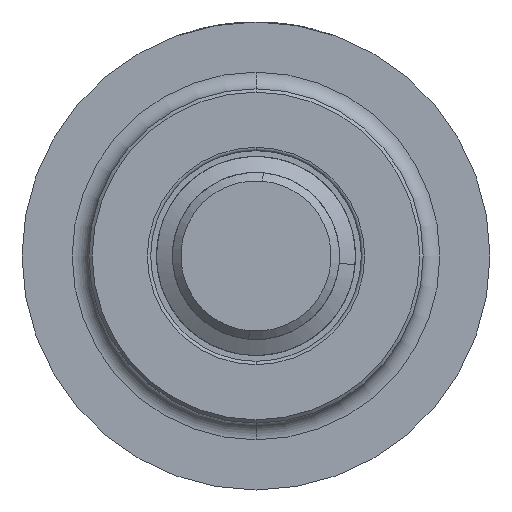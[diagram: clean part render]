
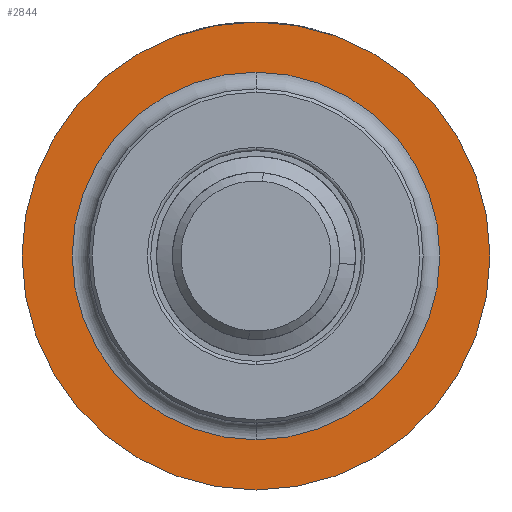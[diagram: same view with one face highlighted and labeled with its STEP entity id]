
A CAD part, front view. The second image highlights one B-rep face of the part: STEP entity #2844.
In plain terms, the highlighted planar face has unit normal (0, -1, 0).
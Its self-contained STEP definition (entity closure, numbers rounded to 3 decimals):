
#306 = DIRECTION ( 'NONE',  ( 0., -1., 0. ) ) ;
#823 = CARTESIAN_POINT ( 'NONE',  ( 0., 7.42, -11. ) ) ;
#835 = EDGE_CURVE ( 'NONE', #3903, #4061, #4775, .T. ) ;
#1185 = CIRCLE ( 'NONE', #6787, 11. ) ;
#1239 = EDGE_CURVE ( 'NONE', #3081, #2481, #6929, .T. ) ;
#1437 = FACE_OUTER_BOUND ( 'NONE', #4557, .T. ) ;
#1453 = DIRECTION ( 'NONE',  ( 0., -1., 0. ) ) ;
#1524 = AXIS2_PLACEMENT_3D ( 'NONE', #5171, #3324, #3981 ) ;
#1733 = CARTESIAN_POINT ( 'NONE',  ( 0., 7.42, 11. ) ) ;
#2225 = DIRECTION ( 'NONE',  ( 0., 0., -1. ) ) ;
#2481 = VERTEX_POINT ( 'NONE', #2501 ) ;
#2501 = CARTESIAN_POINT ( 'NONE',  ( 0., 7.42, 14. ) ) ;
#2844 = ADVANCED_FACE ( 'NONE', ( #1437, #8195 ), #8256, .T. ) ;
#2873 = CARTESIAN_POINT ( 'NONE',  ( 0., 7.42, 0. ) ) ;
#3081 = VERTEX_POINT ( 'NONE', #5437 ) ;
#3305 = DIRECTION ( 'NONE',  ( 0., 0., -1. ) ) ;
#3324 = DIRECTION ( 'NONE',  ( 0., -1., 0. ) ) ;
#3401 = ORIENTED_EDGE ( 'NONE', *, *, #1239, .T. ) ;
#3903 = VERTEX_POINT ( 'NONE', #823 ) ;
#3950 = AXIS2_PLACEMENT_3D ( 'NONE', #2873, #7354, #5460 ) ;
#3981 = DIRECTION ( 'NONE',  ( 0., 0., -1. ) ) ;
#4061 = VERTEX_POINT ( 'NONE', #1733 ) ;
#4066 = CARTESIAN_POINT ( 'NONE',  ( 11., 7.42, 0. ) ) ;
#4116 = ORIENTED_EDGE ( 'NONE', *, *, #5352, .F. ) ;
#4126 = CARTESIAN_POINT ( 'NONE',  ( 0., 7.42, 0. ) ) ;
#4557 = EDGE_LOOP ( 'NONE', ( #3401, #7829 ) ) ;
#4775 = CIRCLE ( 'NONE', #1524, 11. ) ;
#5139 = AXIS2_PLACEMENT_3D ( 'NONE', #4126, #306, #2225 ) ;
#5171 = CARTESIAN_POINT ( 'NONE',  ( 0., 7.42, 0. ) ) ;
#5265 = DIRECTION ( 'NONE',  ( 0., 0., -1. ) ) ;
#5302 = CARTESIAN_POINT ( 'NONE',  ( 0., 7.42, 0. ) ) ;
#5352 = EDGE_CURVE ( 'NONE', #4061, #3903, #1185, .T. ) ;
#5437 = CARTESIAN_POINT ( 'NONE',  ( 0., 7.42, -14. ) ) ;
#5460 = DIRECTION ( 'NONE',  ( 0., 0., -1. ) ) ;
#5590 = CIRCLE ( 'NONE', #5139, 14. ) ;
#6110 = EDGE_LOOP ( 'NONE', ( #8169, #4116 ) ) ;
#6179 = AXIS2_PLACEMENT_3D ( 'NONE', #4066, #7766, #5265 ) ;
#6787 = AXIS2_PLACEMENT_3D ( 'NONE', #5302, #1453, #3305 ) ;
#6857 = EDGE_CURVE ( 'NONE', #2481, #3081, #5590, .T. ) ;
#6929 = CIRCLE ( 'NONE', #3950, 14. ) ;
#7354 = DIRECTION ( 'NONE',  ( 0., -1., 0. ) ) ;
#7766 = DIRECTION ( 'NONE',  ( 0., -1., 0. ) ) ;
#7829 = ORIENTED_EDGE ( 'NONE', *, *, #6857, .T. ) ;
#8169 = ORIENTED_EDGE ( 'NONE', *, *, #835, .F. ) ;
#8195 = FACE_BOUND ( 'NONE', #6110, .T. ) ;
#8256 = PLANE ( 'NONE',  #6179 ) ;
